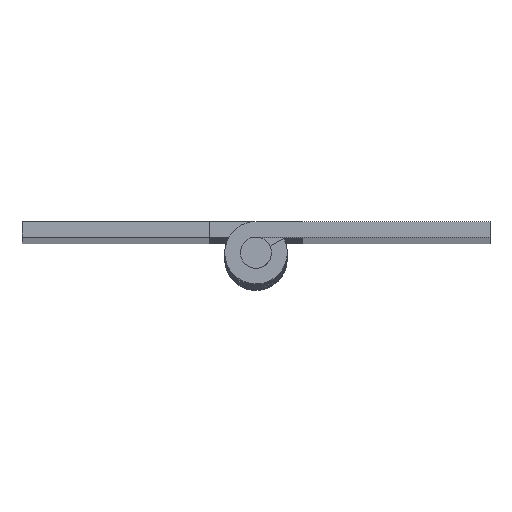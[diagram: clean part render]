
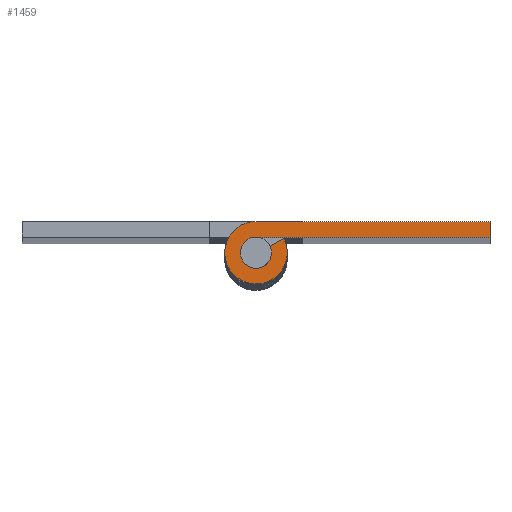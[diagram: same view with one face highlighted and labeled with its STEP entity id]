
A CAD part, top view. The second image highlights one B-rep face of the part: STEP entity #1459.
In plain terms, the highlighted free-form (B-spline) face has degree [1, 1] with [2, 2] control points.
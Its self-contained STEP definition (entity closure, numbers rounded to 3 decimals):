
#1382=CARTESIAN_POINT('',(-1.424,1.1,120.0));
#1383=CARTESIAN_POINT('',(7.925,1.1,120.0));
#1384=CARTESIAN_POINT('',(-1.424,-1.099,120.0));
#1385=CARTESIAN_POINT('',(7.925,-1.099,120.0));
#1386=B_SPLINE_SURFACE_WITH_KNOTS('',1,1,((#1382,#1384),(#1383,#1385)),.UNSPECIFIED.,.F.,.F.,.U.,(2,2),(2,2),(0.0,9.349),(0.0,2.199),.UNSPECIFIED.);
#1387=CARTESIAN_POINT('',(0.,0.5,120.0));
#1388=VERTEX_POINT('',#1387);
#1389=CARTESIAN_POINT('',(0.447,0.225,120.0));
#1390=VERTEX_POINT('',#1389);
#1391=CARTESIAN_POINT('',(0.0,0.5,120.0));
#1392=CARTESIAN_POINT('',(-0.378,0.5,120.));
#1393=CARTESIAN_POINT('',(-0.481,0.136,120.0));
#1394=CARTESIAN_POINT('',(-0.584,-0.227,120.));
#1395=CARTESIAN_POINT('',(-0.262,-0.426,120.0));
#1396=CARTESIAN_POINT('',(0.06,-0.624,120.));
#1397=CARTESIAN_POINT('',(0.338,-0.368,120.0));
#1398=CARTESIAN_POINT('',(0.617,-0.113,120.));
#1399=CARTESIAN_POINT('',(0.447,0.225,120.0));
#1407=(BOUNDED_CURVE()B_SPLINE_CURVE(2,(#1391,#1392,#1393,#1394,#1395,#1396,#1397,#1398,#1399),.UNSPECIFIED.,.F.,.U.)B_SPLINE_CURVE_WITH_KNOTS((3,2,2,2,3),(0.0,0.25,0.5,0.75,1.0),.UNSPECIFIED.)CURVE()GEOMETRIC_REPRESENTATION_ITEM()RATIONAL_B_SPLINE_CURVE((1.0,0.798,1.0,0.798,1.0,0.798,1.0,0.798,1.0))REPRESENTATION_ITEM(''));
#1408=EDGE_CURVE('',#1388,#1390,#1407,.T.);
#1409=ORIENTED_EDGE('',*,*,#1408,.F.);
#1410=CARTESIAN_POINT('',(7.5,0.5,120.0));
#1411=VERTEX_POINT('',#1410);
#1412=CARTESIAN_POINT('',(0.,0.5,120.0));
#1413=CARTESIAN_POINT('',(7.5,0.5,120.0));
#1414=QUASI_UNIFORM_CURVE('',1,(#1412,#1413),.UNSPECIFIED.,.F.,.U.);
#1415=EDGE_CURVE('',#1388,#1411,#1414,.T.);
#1416=ORIENTED_EDGE('',*,*,#1415,.T.);
#1417=CARTESIAN_POINT('',(7.5,1.0,120.0));
#1418=VERTEX_POINT('',#1417);
#1419=CARTESIAN_POINT('',(7.5,0.5,120.0));
#1420=CARTESIAN_POINT('',(7.5,1.0,120.0));
#1421=QUASI_UNIFORM_CURVE('',1,(#1419,#1420),.UNSPECIFIED.,.F.,.U.);
#1422=EDGE_CURVE('',#1411,#1418,#1421,.T.);
#1423=ORIENTED_EDGE('',*,*,#1422,.T.);
#1424=CARTESIAN_POINT('',(0.0,1.0,120.0));
#1425=VERTEX_POINT('',#1424);
#1426=CARTESIAN_POINT('',(7.5,1.0,120.0));
#1427=CARTESIAN_POINT('',(0.0,1.0,120.0));
#1428=QUASI_UNIFORM_CURVE('',1,(#1426,#1427),.UNSPECIFIED.,.F.,.U.);
#1429=EDGE_CURVE('',#1418,#1425,#1428,.T.);
#1430=ORIENTED_EDGE('',*,*,#1429,.T.);
#1431=CARTESIAN_POINT('',(0.893,0.45,120.0));
#1432=VERTEX_POINT('',#1431);
#1433=CARTESIAN_POINT('',(0.0,1.0,120.0));
#1434=CARTESIAN_POINT('',(-0.756,1.0,120.));
#1435=CARTESIAN_POINT('',(-0.962,0.273,120.0));
#1436=CARTESIAN_POINT('',(-1.168,-0.455,120.));
#1437=CARTESIAN_POINT('',(-0.524,-0.851,120.0));
#1438=CARTESIAN_POINT('',(0.119,-1.248,120.));
#1439=CARTESIAN_POINT('',(0.676,-0.737,120.0));
#1440=CARTESIAN_POINT('',(1.233,-0.225,120.));
#1441=CARTESIAN_POINT('',(0.893,0.45,120.0));
#1449=(BOUNDED_CURVE()B_SPLINE_CURVE(2,(#1433,#1434,#1435,#1436,#1437,#1438,#1439,#1440,#1441),.UNSPECIFIED.,.F.,.U.)B_SPLINE_CURVE_WITH_KNOTS((3,2,2,2,3),(0.0,0.25,0.5,0.75,1.0),.UNSPECIFIED.)CURVE()GEOMETRIC_REPRESENTATION_ITEM()RATIONAL_B_SPLINE_CURVE((1.0,0.798,1.0,0.798,1.0,0.798,1.0,0.798,1.0))REPRESENTATION_ITEM(''));
#1450=EDGE_CURVE('',#1425,#1432,#1449,.T.);
#1451=ORIENTED_EDGE('',*,*,#1450,.T.);
#1452=CARTESIAN_POINT('',(0.893,0.45,120.0));
#1453=CARTESIAN_POINT('',(0.447,0.225,120.0));
#1454=QUASI_UNIFORM_CURVE('',1,(#1452,#1453),.UNSPECIFIED.,.F.,.U.);
#1455=EDGE_CURVE('',#1432,#1390,#1454,.T.);
#1456=ORIENTED_EDGE('',*,*,#1455,.T.);
#1457=EDGE_LOOP('',(#1409,#1416,#1423,#1430,#1451,#1456));
#1458=FACE_OUTER_BOUND('',#1457,.T.);
#1459=ADVANCED_FACE('',(#1458),#1386,.F.);
